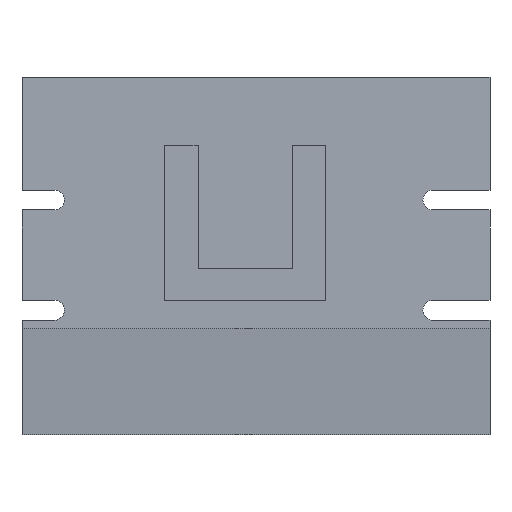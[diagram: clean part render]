
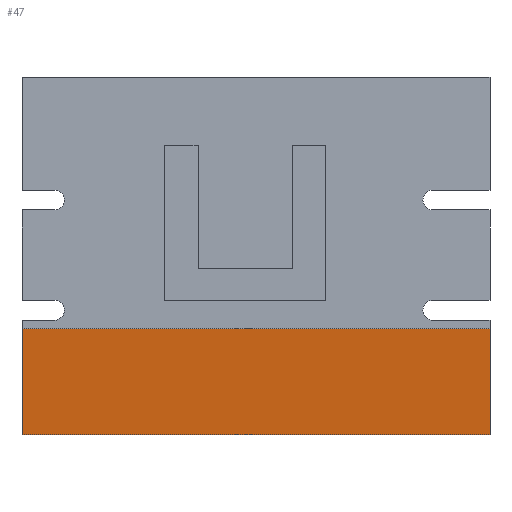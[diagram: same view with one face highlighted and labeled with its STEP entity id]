
A CAD part, front view. The second image highlights one B-rep face of the part: STEP entity #47.
In plain terms, the highlighted planar face has unit normal (0, -0.995, -0.098).
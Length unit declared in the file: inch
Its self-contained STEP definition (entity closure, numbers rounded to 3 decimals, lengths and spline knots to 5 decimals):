
#20 = CARTESIAN_POINT ( 'NONE',  ( -0.41375, -0.0385, -0.3165 ) ) ;
#47 = ADVANCED_FACE ( 'NONE', ( #827 ), #1575, .F. ) ;
#134 = VERTEX_POINT ( 'NONE', #1598 ) ;
#218 = LINE ( 'NONE', #364, #696 ) ;
#230 = CARTESIAN_POINT ( 'NONE',  ( 0.41375, -0.057, -0.1285 ) ) ;
#255 = EDGE_CURVE ( 'NONE', #1739, #1453, #1841, .T. ) ;
#258 = CARTESIAN_POINT ( 'NONE',  ( -0.41375, -0.057, -0.1285 ) ) ;
#261 = DIRECTION ( 'NONE',  ( 0., 0.995, 0.098 ) ) ;
#337 = VECTOR ( 'NONE', #1263, 39.37008 ) ;
#351 = ORIENTED_EDGE ( 'NONE', *, *, #971, .F. ) ;
#364 = CARTESIAN_POINT ( 'NONE',  ( -0.41375, -0.0385, -0.3165 ) ) ;
#390 = VERTEX_POINT ( 'NONE', #20 ) ;
#414 = DIRECTION ( 'NONE',  ( 0., -0.098, 0.995 ) ) ;
#459 = EDGE_LOOP ( 'NONE', ( #563, #1220, #351, #862 ) ) ;
#535 = CARTESIAN_POINT ( 'NONE',  ( -0.41375, -0.057, -0.1285 ) ) ;
#563 = ORIENTED_EDGE ( 'NONE', *, *, #981, .T. ) ;
#696 = VECTOR ( 'NONE', #922, 39.37008 ) ;
#710 = CARTESIAN_POINT ( 'NONE',  ( -0.41375, -0.057, -0.1285 ) ) ;
#827 = FACE_OUTER_BOUND ( 'NONE', #459, .T. ) ;
#862 = ORIENTED_EDGE ( 'NONE', *, *, #896, .T. ) ;
#896 = EDGE_CURVE ( 'NONE', #390, #134, #218, .T. ) ;
#922 = DIRECTION ( 'NONE',  ( 1., 0., 0. ) ) ;
#971 = EDGE_CURVE ( 'NONE', #390, #1739, #1805, .T. ) ;
#981 = EDGE_CURVE ( 'NONE', #134, #1453, #1251, .T. ) ;
#1118 = CARTESIAN_POINT ( 'NONE',  ( -0.41375, -0.057, -0.1285 ) ) ;
#1220 = ORIENTED_EDGE ( 'NONE', *, *, #255, .F. ) ;
#1229 = VECTOR ( 'NONE', #414, 39.37008 ) ;
#1236 = DIRECTION ( 'NONE',  ( 0., -0.098, 0.995 ) ) ;
#1251 = LINE ( 'NONE', #230, #1529 ) ;
#1263 = DIRECTION ( 'NONE',  ( 1., 0., 0. ) ) ;
#1313 = AXIS2_PLACEMENT_3D ( 'NONE', #710, #261, #1538 ) ;
#1453 = VERTEX_POINT ( 'NONE', #1694 ) ;
#1529 = VECTOR ( 'NONE', #1236, 39.37008 ) ;
#1538 = DIRECTION ( 'NONE',  ( 0., -0.098, 0.995 ) ) ;
#1575 = PLANE ( 'NONE',  #1313 ) ;
#1598 = CARTESIAN_POINT ( 'NONE',  ( 0.41375, -0.0385, -0.3165 ) ) ;
#1694 = CARTESIAN_POINT ( 'NONE',  ( 0.41375, -0.057, -0.1285 ) ) ;
#1739 = VERTEX_POINT ( 'NONE', #535 ) ;
#1805 = LINE ( 'NONE', #1118, #1229 ) ;
#1841 = LINE ( 'NONE', #258, #337 ) ;
